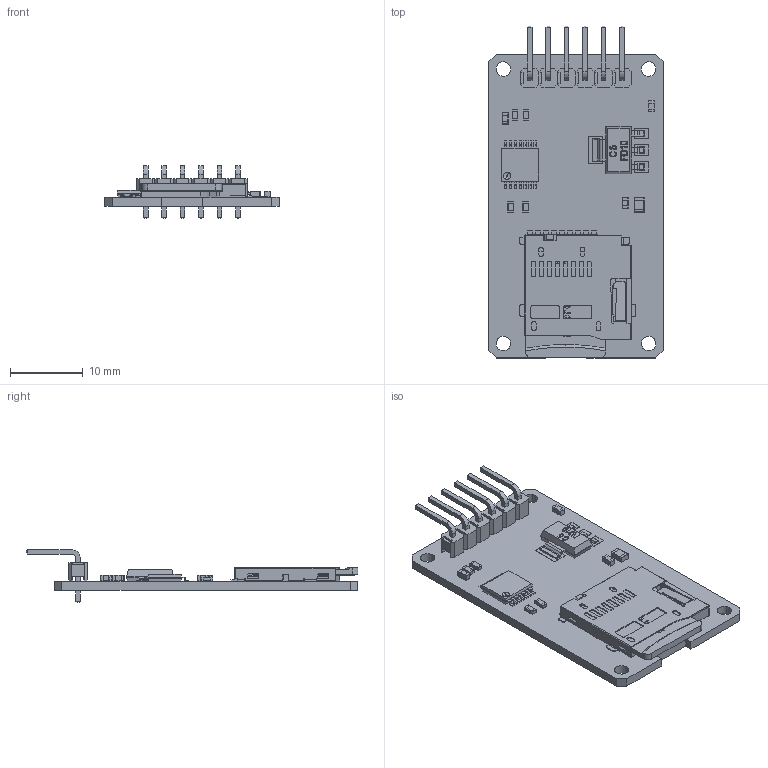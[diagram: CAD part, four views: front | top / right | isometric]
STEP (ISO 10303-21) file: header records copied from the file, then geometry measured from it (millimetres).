
FILE_DESCRIPTION(('CATIA V5 STEP Exchange'),'2;1');
FILE_NAME('Product_TF Micro SD Card Memory Modul Arduino.stp','2019-03-20T08:09:09+00:00',('none'),('none'),'Version 5-6 Release 2013','CATIA V5 STEP AP203','none');
FILE_SCHEMA(('CONFIG_CONTROL_DESIGN'));
Length unit declared in the file: millimetre
Products named in the file (1): Product_TF Micro SD Card Memory Modul Arduino
Assembly tree (19 placements, depth 2):
  Product_TF Micro SD Card Memory Modul Arduino
    #58
    #1142  x6
    #2402
    #21340
    #32557
    #40766  x4
    #42096  x3
    #43377
    #44559
Bounding box: 24 x 45.73 x 7.3 mm (x, y, z)
Volume: 1737 mm3; surface area: 4113.3 mm2
Topology: 41 solids, 41 shells, 1945 faces, 5193 edges, 3328 vertices
Faces by surface type: plane 1386, cylinder 453, sphere 64, bspline 34, cone 6, revolution 2
Entity records: 49882 total; most frequent: CARTESIAN_POINT 12506, ORIENTED_EDGE 8298, DIRECTION 6491, EDGE_CURVE 4149, VECTOR 3343, LINE 3343, VERTEX_POINT 2722, AXIS2_PLACEMENT_3D 1804
